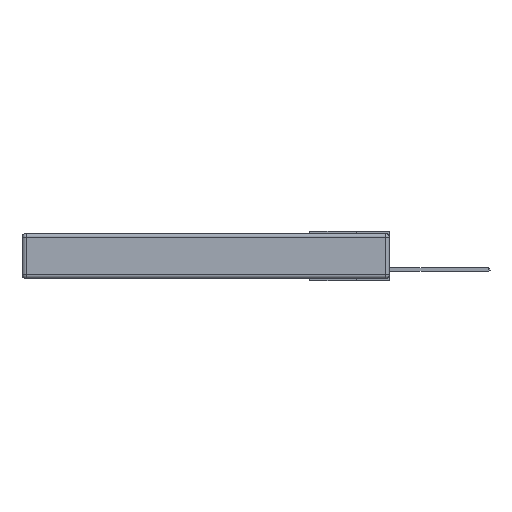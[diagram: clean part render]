
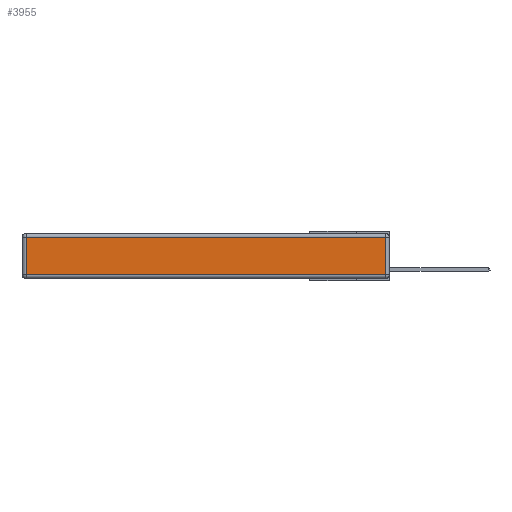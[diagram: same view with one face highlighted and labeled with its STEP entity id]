
A CAD part, left-side view. The second image highlights one B-rep face of the part: STEP entity #3955.
In plain terms, the highlighted planar face has unit normal (-1, 0, 0).
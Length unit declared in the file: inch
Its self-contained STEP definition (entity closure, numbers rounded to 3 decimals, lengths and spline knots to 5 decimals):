
#68 = DIRECTION ( 'NONE',  ( 0., 0., -1. ) ) ;
#319 = ORIENTED_EDGE ( 'NONE', *, *, #17049, .T. ) ;
#1319 = VERTEX_POINT ( 'NONE', #15298 ) ;
#1357 = DIRECTION ( 'NONE',  ( 0., 0., 1. ) ) ;
#3298 = VERTEX_POINT ( 'NONE', #19541 ) ;
#3955 = ADVANCED_FACE ( 'NONE', ( #19095 ), #7610, .T. ) ;
#4316 = DIRECTION ( 'NONE',  ( 0., -1., 0. ) ) ;
#4556 = ORIENTED_EDGE ( 'NONE', *, *, #7180, .T. ) ;
#5121 = EDGE_CURVE ( 'NONE', #1319, #16940, #17378, .T. ) ;
#5649 = CARTESIAN_POINT ( 'NONE',  ( 0., 2.75, -0.03 ) ) ;
#5752 = VERTEX_POINT ( 'NONE', #9334 ) ;
#7180 = EDGE_CURVE ( 'NONE', #5752, #3298, #17802, .T. ) ;
#7610 = PLANE ( 'NONE',  #14045 ) ;
#7795 = LINE ( 'NONE', #5649, #11531 ) ;
#9259 = LINE ( 'NONE', #12248, #11771 ) ;
#9334 = CARTESIAN_POINT ( 'NONE',  ( 0., 0.03, -0.313 ) ) ;
#9433 = CARTESIAN_POINT ( 'NONE',  ( 0., 2.72, -0.313 ) ) ;
#9568 = CARTESIAN_POINT ( 'NONE',  ( 0., 2.72, -0.343 ) ) ;
#11531 = VECTOR ( 'NONE', #13611, 39.37008 ) ;
#11771 = VECTOR ( 'NONE', #4316, 39.37008 ) ;
#11978 = VECTOR ( 'NONE', #68, 39.37008 ) ;
#12248 = CARTESIAN_POINT ( 'NONE',  ( 0., 0., -0.313 ) ) ;
#12272 = DIRECTION ( 'NONE',  ( 0., 0., 1. ) ) ;
#13611 = DIRECTION ( 'NONE',  ( 0., 1., 0. ) ) ;
#13626 = VECTOR ( 'NONE', #12272, 39.37008 ) ;
#14045 = AXIS2_PLACEMENT_3D ( 'NONE', #20234, #18526, #1357 ) ;
#14237 = EDGE_CURVE ( 'NONE', #3298, #1319, #7795, .T. ) ;
#15298 = CARTESIAN_POINT ( 'NONE',  ( 0., 2.72, -0.03 ) ) ;
#15725 = EDGE_LOOP ( 'NONE', ( #319, #4556, #17136, #17472 ) ) ;
#16940 = VERTEX_POINT ( 'NONE', #9433 ) ;
#17049 = EDGE_CURVE ( 'NONE', #16940, #5752, #9259, .T. ) ;
#17136 = ORIENTED_EDGE ( 'NONE', *, *, #14237, .T. ) ;
#17141 = CARTESIAN_POINT ( 'NONE',  ( 0., 0.03, -0.343 ) ) ;
#17378 = LINE ( 'NONE', #9568, #11978 ) ;
#17472 = ORIENTED_EDGE ( 'NONE', *, *, #5121, .T. ) ;
#17802 = LINE ( 'NONE', #17141, #13626 ) ;
#18526 = DIRECTION ( 'NONE',  ( -1., 0., 0. ) ) ;
#19095 = FACE_OUTER_BOUND ( 'NONE', #15725, .T. ) ;
#19541 = CARTESIAN_POINT ( 'NONE',  ( 0., 0.03, -0.03 ) ) ;
#20234 = CARTESIAN_POINT ( 'NONE',  ( 0., 0., -0.343 ) ) ;
